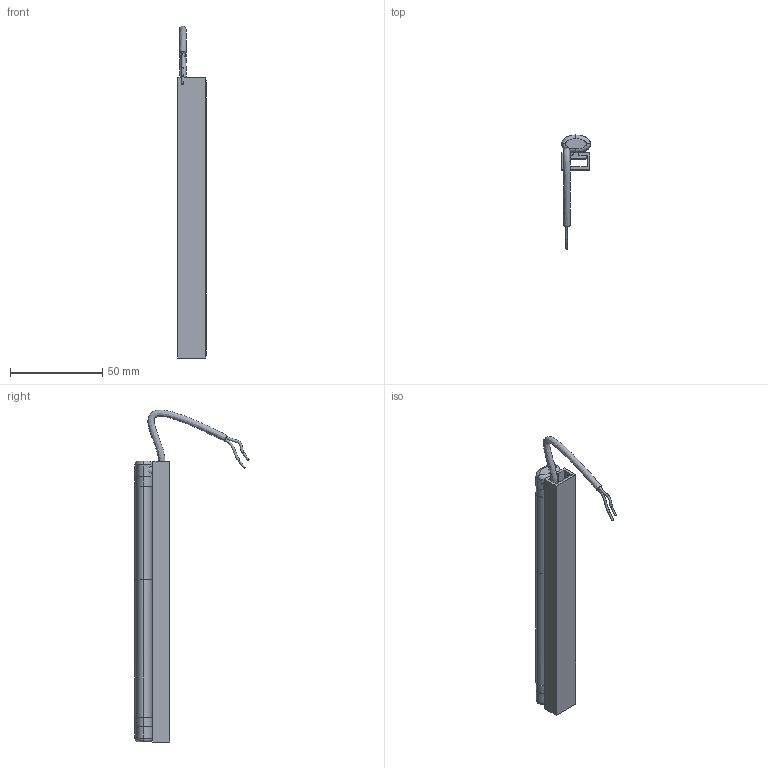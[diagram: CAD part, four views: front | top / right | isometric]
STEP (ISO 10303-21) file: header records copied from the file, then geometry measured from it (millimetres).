
FILE_DESCRIPTION (( 'STEP AP214' ), '1' );
FILE_NAME ('1501-1461.STEP', '2019-06-13T22:15:20', ( '' ), ( '' ), 'SwSTEP 2.0', 'SolidWorks 2018', '' );
FILE_SCHEMA (( 'AUTOMOTIVE_DESIGN' ));
Length unit declared in the file: inch
Products named in the file (1): 1501-1461
Bounding box: 15.59 x 61.89 x 180.07 mm (x, y, z)
Volume: 25091.9 mm3; surface area: 29043.6 mm2
Topology: 7 solids, 7 shells, 610 faces, 1500 edges, 896 vertices
Faces by surface type: bspline 255, cylinder 154, plane 129, cone 36, torus 36
Full cylindrical faces by diameter (mm): 0.95 x2, 1.2 x4
Entity records: 36014 total; most frequent: CARTESIAN_POINT 23822, ORIENTED_EDGE 2926, DIRECTION 1956, EDGE_CURVE 1463, VERTEX_POINT 890, AXIS2_PLACEMENT_3D 716, EDGE_LOOP 635, FACE_OUTER_BOUND 619
